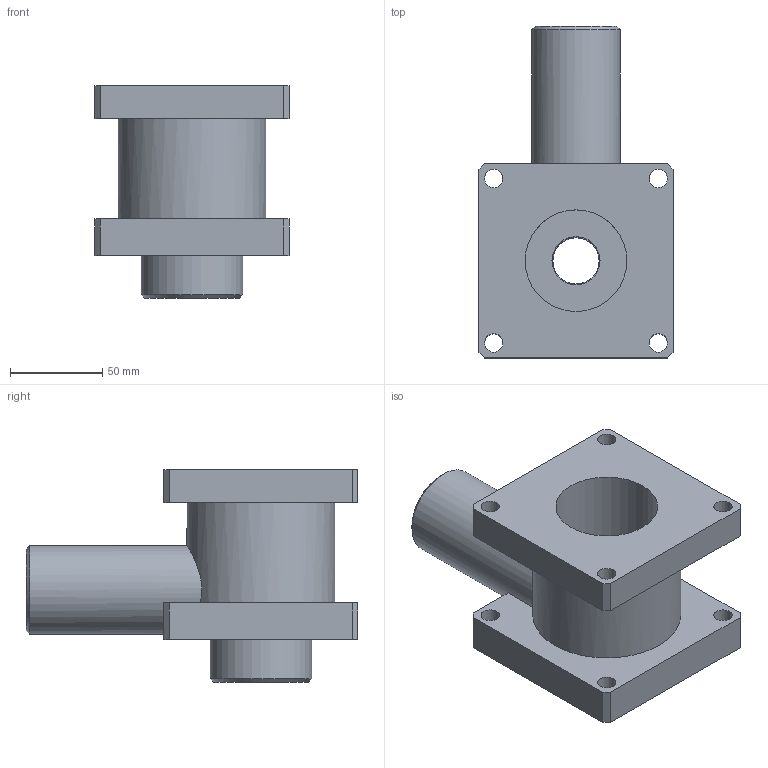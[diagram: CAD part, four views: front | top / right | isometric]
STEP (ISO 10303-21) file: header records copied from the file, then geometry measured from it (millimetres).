
FILE_DESCRIPTION(/* description */ (''),/* implementation_level */ '2;1');
FILE_NAME(/* name */ '1320_100_51BS.stp',/* time_stamp */ '2017-10-12T14:06:06+02:00',/* author */ ('Maniean1'),/* organization */ ('Pneumax S.p.A.'),/* preprocessor_version */ 'ST-DEVELOPER v16.5',/* originating_system */ 'Autodesk Inventor 2017',/* authorisation */ '');
FILE_SCHEMA (('AUTOMOTIVE_DESIGN { 1 0 10303 214 3 1 1 }'));
Length unit declared in the file: millimetre
Products named in the file (1): 1320_100_51BS
Bounding box: 105 x 179.5 x 115 mm (x, y, z)
Volume: 752998.9 mm3; surface area: 94463.5 mm2
Topology: 1 solids, 1 shells, 47 faces, 125 edges, 83 vertices
Faces by surface type: plane 26, cylinder 16, cone 5
Full cylindrical faces by diameter (mm): 9 x1, 10 x8, 25 x1, 26 x1, 48 x1, 55 x2, 80 x1
Entity records: 1454 total; most frequent: CARTESIAN_POINT 310, DIRECTION 225, ORIENTED_EDGE 192, EDGE_CURVE 96, EDGE_LOOP 88, AXIS2_PLACEMENT_3D 84, VERTEX_POINT 74, LINE 57
